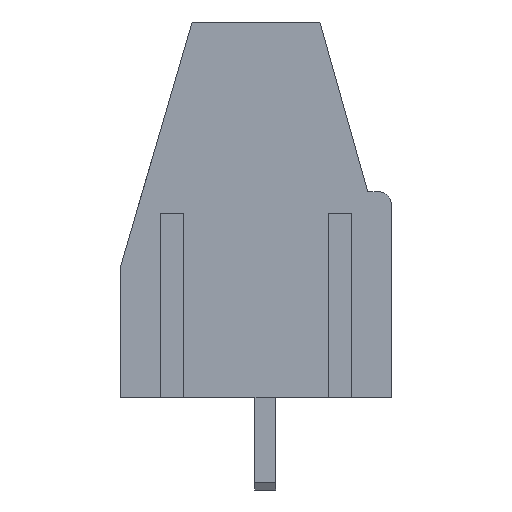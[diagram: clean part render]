
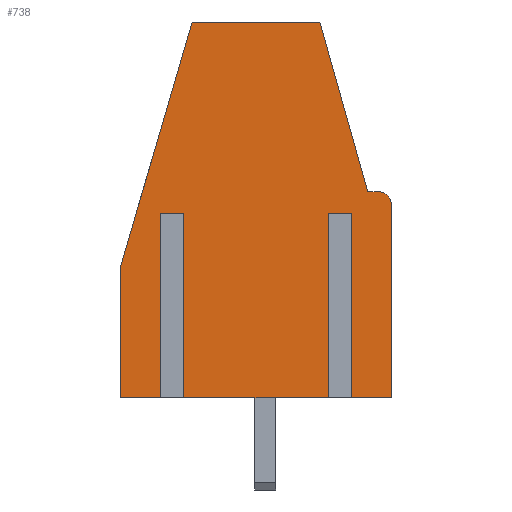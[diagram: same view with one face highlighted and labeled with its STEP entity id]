
A CAD part, left-side view. The second image highlights one B-rep face of the part: STEP entity #738.
In plain terms, the highlighted planar face has unit normal (-1, 0, 0).
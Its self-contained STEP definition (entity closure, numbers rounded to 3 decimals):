
#738=ADVANCED_FACE('',(#1469),#1470,.T.);
#1469=FACE_OUTER_BOUND('',#2216,.T.);
#1470=PLANE('',#2217);
#2216=EDGE_LOOP('',(#4282,#4283,#4284,#4285,#4286,#4287,#4288,#4289,#4290,#4291,#4292,#4293,#4294,#4295,#4296,#4297));
#2217=AXIS2_PLACEMENT_3D('',#4298,#4299,#4300);
#4282=ORIENTED_EDGE('',*,*,#4880,.F.);
#4283=ORIENTED_EDGE('',*,*,#4876,.T.);
#4284=ORIENTED_EDGE('',*,*,#5017,.T.);
#4285=ORIENTED_EDGE('',*,*,#4792,.F.);
#4286=ORIENTED_EDGE('',*,*,#4503,.F.);
#4287=ORIENTED_EDGE('',*,*,#4722,.T.);
#4288=ORIENTED_EDGE('',*,*,#5015,.T.);
#4289=ORIENTED_EDGE('',*,*,#4852,.T.);
#4290=ORIENTED_EDGE('',*,*,#4984,.T.);
#4291=ORIENTED_EDGE('',*,*,#4946,.T.);
#4292=ORIENTED_EDGE('',*,*,#4467,.T.);
#4293=ORIENTED_EDGE('',*,*,#4731,.T.);
#4294=ORIENTED_EDGE('',*,*,#5205,.T.);
#4295=ORIENTED_EDGE('',*,*,#4559,.T.);
#4296=ORIENTED_EDGE('',*,*,#5019,.T.);
#4297=ORIENTED_EDGE('',*,*,#4571,.F.);
#4298=CARTESIAN_POINT('',(-5.0,0.0,0.0));
#4299=DIRECTION('',(-1.0,0.0,0.0));
#4300=DIRECTION('',(0.0,0.0,1.0));
#4467=EDGE_CURVE('',#5365,#5366,#5367,.T.);
#4503=EDGE_CURVE('',#5428,#5430,#5431,.T.);
#4559=EDGE_CURVE('',#5528,#5529,#5530,.T.);
#4571=EDGE_CURVE('',#5550,#5545,#5552,.T.);
#4722=EDGE_CURVE('',#5428,#5806,#5808,.T.);
#4731=EDGE_CURVE('',#5366,#5820,#5821,.T.);
#4792=EDGE_CURVE('',#5430,#5909,#5913,.T.);
#4852=EDGE_CURVE('',#6001,#5999,#6002,.T.);
#4876=EDGE_CURVE('',#6038,#6036,#6039,.T.);
#4880=EDGE_CURVE('',#6038,#5550,#6044,.T.);
#4946=EDGE_CURVE('',#6135,#5365,#6136,.T.);
#4984=EDGE_CURVE('',#5999,#6135,#6184,.T.);
#5015=EDGE_CURVE('',#5806,#6001,#6227,.T.);
#5017=EDGE_CURVE('',#6036,#5909,#6229,.T.);
#5019=EDGE_CURVE('',#5529,#5545,#6231,.T.);
#5205=EDGE_CURVE('',#5820,#5528,#6452,.T.);
#5365=VERTEX_POINT('',#6662);
#5366=VERTEX_POINT('',#6663);
#5367=LINE('',#6664,#6665);
#5428=VERTEX_POINT('',#6748);
#5430=VERTEX_POINT('',#6751);
#5431=LINE('',#6752,#6753);
#5528=VERTEX_POINT('',#6892);
#5529=VERTEX_POINT('',#6893);
#5530=LINE('',#6894,#6895);
#5545=VERTEX_POINT('',#6917);
#5550=VERTEX_POINT('',#6924);
#5552=LINE('',#6927,#6928);
#5806=VERTEX_POINT('',#7273);
#5808=LINE('',#7276,#7277);
#5820=VERTEX_POINT('',#7295);
#5821=LINE('',#7296,#7297);
#5909=VERTEX_POINT('',#7421);
#5913=LINE('',#7427,#7428);
#5999=VERTEX_POINT('',#7549);
#6001=VERTEX_POINT('',#7552);
#6002=LINE('',#7553,#7554);
#6036=VERTEX_POINT('',#7603);
#6038=VERTEX_POINT('',#7606);
#6039=LINE('',#7607,#7608);
#6044=LINE('',#7615,#7616);
#6135=VERTEX_POINT('',#7747);
#6136=LINE('',#7748,#7749);
#6184=CIRCLE('',#7819,0.5);
#6227=LINE('',#7882,#7883);
#6229=LINE('',#7886,#7887);
#6231=LINE('',#7890,#7891);
#6452=LINE('',#8221,#8222);
#6662=CARTESIAN_POINT('',(-5.0,-4.25,3.925));
#6663=CARTESIAN_POINT('',(-5.0,-2.431,10.375));
#6664=CARTESIAN_POINT('',(-5.0,-2.431,10.375));
#6665=VECTOR('',#8341,1000.0);
#6748=CARTESIAN_POINT('',(-5.0,-3.5,3.075));
#6751=CARTESIAN_POINT('',(-5.0,-2.9,3.075));
#6752=CARTESIAN_POINT('',(-5.0,-3.5,3.075));
#6753=VECTOR('',#8380,1000.0);
#6892=CARTESIAN_POINT('',(-5.0,5.15,1.075));
#6893=CARTESIAN_POINT('',(-5.0,5.15,-3.925));
#6894=CARTESIAN_POINT('',(-5.0,5.15,1.075));
#6895=VECTOR('',#8432,1000.0);
#6917=CARTESIAN_POINT('',(-5.0,3.5,-3.925));
#6924=CARTESIAN_POINT('',(-5.0,3.5,3.075));
#6927=CARTESIAN_POINT('',(-5.0,3.5,3.075));
#6928=VECTOR('',#8443,1000.0);
#7273=CARTESIAN_POINT('',(-5.0,-3.5,-3.925));
#7276=CARTESIAN_POINT('',(-5.0,-3.5,3.075));
#7277=VECTOR('',#8632,1000.0);
#7295=CARTESIAN_POINT('',(-5.0,2.431,10.375));
#7296=CARTESIAN_POINT('',(-5.0,-2.431,10.375));
#7297=VECTOR('',#8639,1000.0);
#7421=CARTESIAN_POINT('',(-5.0,-2.9,-3.925));
#7427=CARTESIAN_POINT('',(-5.0,-2.9,3.075));
#7428=VECTOR('',#8705,1000.0);
#7549=CARTESIAN_POINT('',(-5.0,-5.15,3.425));
#7552=CARTESIAN_POINT('',(-5.0,-5.15,-3.925));
#7553=CARTESIAN_POINT('',(-5.0,-5.15,-3.925));
#7554=VECTOR('',#8772,1000.0);
#7603=CARTESIAN_POINT('',(-5.0,2.9,-3.925));
#7606=CARTESIAN_POINT('',(-5.0,2.9,3.075));
#7607=CARTESIAN_POINT('',(-5.0,2.9,3.075));
#7608=VECTOR('',#8798,1000.0);
#7615=CARTESIAN_POINT('',(-5.0,2.9,3.075));
#7616=VECTOR('',#8801,1000.0);
#7747=CARTESIAN_POINT('',(-5.0,-4.65,3.925));
#7748=CARTESIAN_POINT('',(-5.0,-4.25,3.925));
#7749=VECTOR('',#8863,1000.0);
#7819=AXIS2_PLACEMENT_3D('',#8898,#8899,#8900);
#7882=CARTESIAN_POINT('',(-5.0,5.15,-3.925));
#7883=VECTOR('',#8930,1000.0);
#7886=CARTESIAN_POINT('',(-5.0,5.15,-3.925));
#7887=VECTOR('',#8932,1000.0);
#7890=CARTESIAN_POINT('',(-5.0,5.15,-3.925));
#7891=VECTOR('',#8934,1000.0);
#8221=CARTESIAN_POINT('',(-5.0,5.15,1.075));
#8222=VECTOR('',#9053,1000.0);
#8341=DIRECTION('',(0.0,0.271,0.962));
#8380=DIRECTION('',(0.0,1.0,0.0));
#8432=DIRECTION('',(0.0,0.0,-1.0));
#8443=DIRECTION('',(0.0,0.0,-1.0));
#8632=DIRECTION('',(0.0,0.0,-1.0));
#8639=DIRECTION('',(0.0,1.0,0.0));
#8705=DIRECTION('',(0.0,0.0,-1.0));
#8772=DIRECTION('',(0.0,0.0,1.0));
#8798=DIRECTION('',(0.0,0.0,-1.0));
#8801=DIRECTION('',(0.0,1.0,0.0));
#8863=DIRECTION('',(0.0,1.0,0.0));
#8898=CARTESIAN_POINT('',(-5.0,-4.65,3.425));
#8899=DIRECTION('',(-1.0,0.0,0.0));
#8900=DIRECTION('',(0.0,0.0,1.0));
#8930=DIRECTION('',(0.0,-1.0,0.0));
#8932=DIRECTION('',(0.0,-1.0,0.0));
#8934=DIRECTION('',(0.0,-1.0,0.0));
#9053=DIRECTION('',(0.0,0.281,-0.96));
